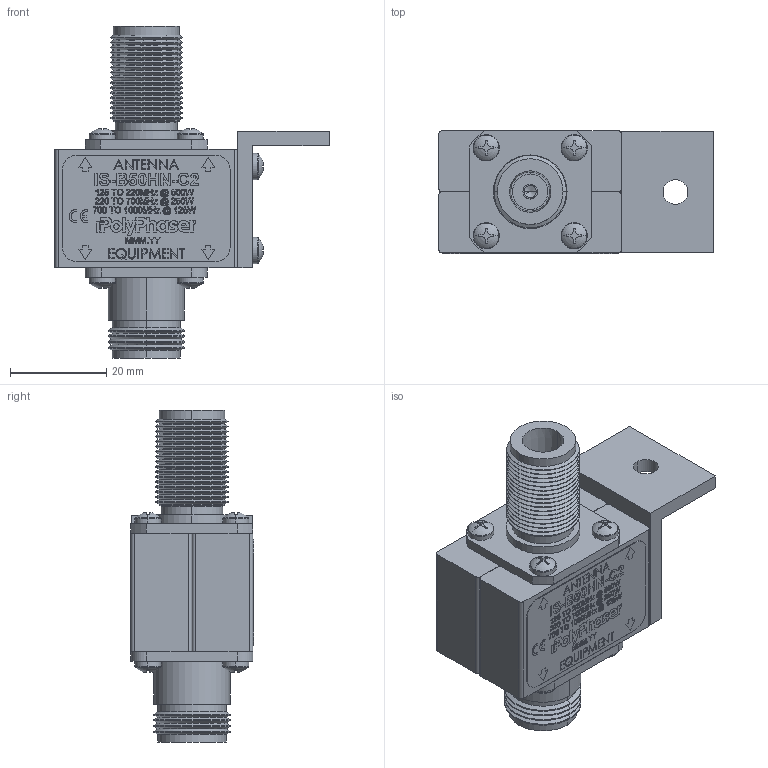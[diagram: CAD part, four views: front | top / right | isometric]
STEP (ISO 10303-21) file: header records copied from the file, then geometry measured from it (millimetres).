
FILE_DESCRIPTION (( 'STEP AP214' ), '1' );
FILE_NAME ('IS-B50HN-C2.STEP', '2019-07-30T20:53:40', ( '' ), ( '' ), 'SwSTEP 2.0', 'SolidWorks 2019', '' );
FILE_SCHEMA (( 'AUTOMOTIVE_DESIGN' ));
Length unit declared in the file: inch
Products named in the file (13): 4042-0031; 7020-0007; 5100-0004; 2003-1052; 9040-0287; 2011-6101-01; 5100-0004-01; 2011-6100-02; 9300-0016; IS-B50HN-C2; 5210-0018; MFGTDI-042^9300-0016; 1081-0251-05
Assembly tree (22 placements, depth 3):
  IS-B50HN-C2
    5100-0004
    5100-0004-01
    1081-0251-05  x12
    9300-0016
      4042-0031
    9040-0287
      2011-6100-02
    2011-6101-01
    5210-0018
    2003-1052
    7020-0007
  MFGTDI-042^9300-0016
Bounding box: 57.15 x 25.61 x 69.09 mm (x, y, z)
Volume: 30102.7 mm3; surface area: 22294.9 mm2
Topology: 20 solids, 20 shells, 3012 faces, 7332 edges, 4490 vertices
Faces by surface type: plane 1090, cone 722, cylinder 654, bspline 494, torus 52
Entity records: 98788 total; most frequent: CARTESIAN_POINT 39160, ORIENTED_EDGE 9560, DIRECTION 7099, EDGE_CURVE 4780, VERTEX_POINT 3093, VECTOR 3087, LINE 3087, EDGE_LOOP 2031
